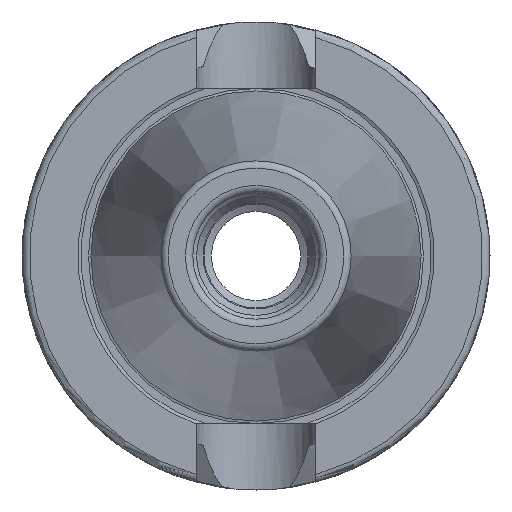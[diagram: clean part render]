
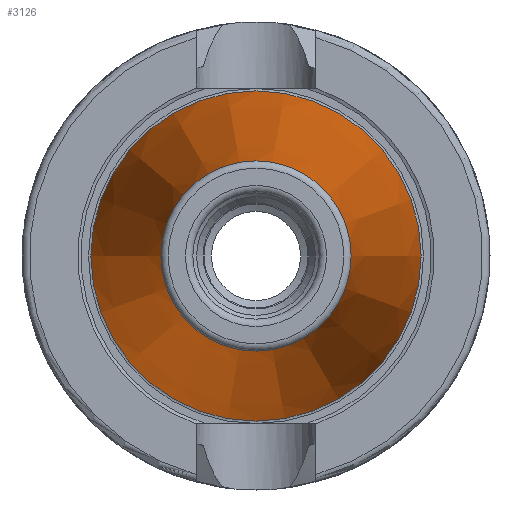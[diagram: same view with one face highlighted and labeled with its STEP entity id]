
A CAD part, left-side view. The second image highlights one B-rep face of the part: STEP entity #3126.
In plain terms, the highlighted conical face has half-angle 8.297 degrees and reference radius 17.519 mm.
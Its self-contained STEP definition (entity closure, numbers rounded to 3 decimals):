
#3092=CARTESIAN_POINT('',(-64.544,12.812,0.0));
#3093=VERTEX_POINT('',#3092);
#3094=CARTESIAN_POINT('',(-64.544,0.0,0.0));
#3095=DIRECTION('',(1.0,0.0,0.0));
#3096=DIRECTION('',(0.0,1.0,0.0));
#3097=AXIS2_PLACEMENT_3D('',#3094,#3095,#3096);
#3098=CIRCLE('',#3097,12.812);
#3099=EDGE_CURVE('',#3093,#3093,#3098,.T.);
#3107=CARTESIAN_POINT('',(-32.272,0.0,0.0));
#3108=DIRECTION('',(1.0,0.0,0.0));
#3109=DIRECTION('',(0.0,1.0,0.0));
#3110=AXIS2_PLACEMENT_3D('',#3107,#3108,#3109);
#3111=CONICAL_SURFACE('',#3110,17.519,8.297);
#3112=CARTESIAN_POINT('',(0.0,22.225,0.0));
#3113=VERTEX_POINT('',#3112);
#3114=CARTESIAN_POINT('',(0.0,0.0,0.0));
#3115=DIRECTION('',(1.0,0.0,0.0));
#3116=DIRECTION('',(0.0,1.0,0.0));
#3117=AXIS2_PLACEMENT_3D('',#3114,#3115,#3116);
#3118=CIRCLE('',#3117,22.225);
#3119=EDGE_CURVE('',#3113,#3113,#3118,.T.);
#3120=ORIENTED_EDGE('',*,*,#3119,.F.);
#3121=EDGE_LOOP('',(#3120));
#3122=FACE_OUTER_BOUND('',#3121,.T.);
#3123=ORIENTED_EDGE('',*,*,#3099,.T.);
#3124=EDGE_LOOP('',(#3123));
#3125=FACE_BOUND('',#3124,.T.);
#3126=ADVANCED_FACE('',(#3122,#3125),#3111,.T.);
